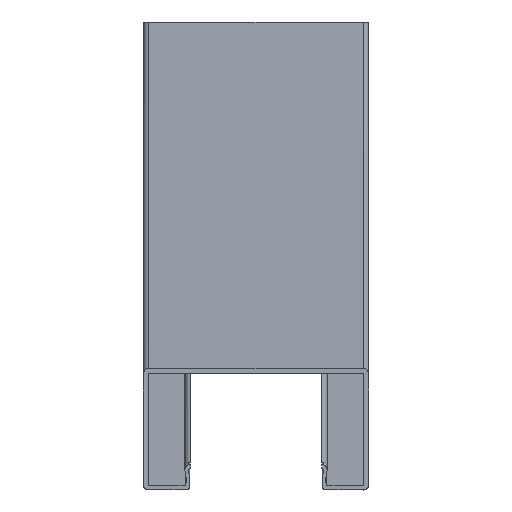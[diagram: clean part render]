
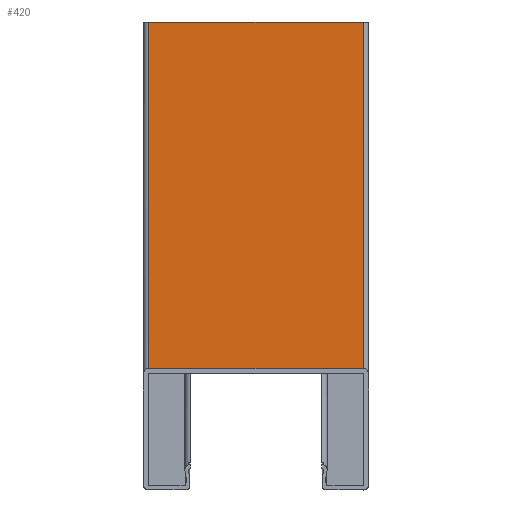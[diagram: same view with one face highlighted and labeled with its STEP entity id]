
A CAD part, front view. The second image highlights one B-rep face of the part: STEP entity #420.
In plain terms, the highlighted planar face has unit normal (0, -1, 0).
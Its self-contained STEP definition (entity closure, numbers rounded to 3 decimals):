
#15 = PLANE ( 'NONE',  #923 ) ;
#20 = VECTOR ( 'NONE', #979, 1000. ) ;
#189 = ORIENTED_EDGE ( 'NONE', *, *, #531, .T. ) ;
#202 = VECTOR ( 'NONE', #738, 1000. ) ;
#245 = EDGE_CURVE ( 'NONE', #1118, #1052, #1632, .T. ) ;
#257 = LINE ( 'NONE', #876, #202 ) ;
#313 = LINE ( 'NONE', #868, #1846 ) ;
#420 = ADVANCED_FACE ( 'NONE', ( #1690 ), #15, .F. ) ;
#494 = ORIENTED_EDGE ( 'NONE', *, *, #1221, .F. ) ;
#531 = EDGE_CURVE ( 'NONE', #1052, #1088, #1514, .T. ) ;
#567 = CARTESIAN_POINT ( 'NONE',  ( 62., -70., 70. ) ) ;
#613 = ORIENTED_EDGE ( 'NONE', *, *, #245, .T. ) ;
#640 = ORIENTED_EDGE ( 'NONE', *, *, #1168, .F. ) ;
#738 = DIRECTION ( 'NONE',  ( 0., 0., -1. ) ) ;
#759 = CARTESIAN_POINT ( 'NONE',  ( -62., -70., 270. ) ) ;
#868 = CARTESIAN_POINT ( 'NONE',  ( -62., -70., 270. ) ) ;
#875 = EDGE_LOOP ( 'NONE', ( #613, #189, #494, #640 ) ) ;
#876 = CARTESIAN_POINT ( 'NONE',  ( 62., -70., 270. ) ) ;
#923 = AXIS2_PLACEMENT_3D ( 'NONE', #759, #1044, #1048 ) ;
#979 = DIRECTION ( 'NONE',  ( 1., 0., 0. ) ) ;
#992 = CARTESIAN_POINT ( 'NONE',  ( 62., -70., 270. ) ) ;
#1004 = CARTESIAN_POINT ( 'NONE',  ( -62., -70., 270. ) ) ;
#1044 = DIRECTION ( 'NONE',  ( 0., 1., 0. ) ) ;
#1048 = DIRECTION ( 'NONE',  ( 0., 0., 1. ) ) ;
#1052 = VERTEX_POINT ( 'NONE', #1297 ) ;
#1088 = VERTEX_POINT ( 'NONE', #567 ) ;
#1118 = VERTEX_POINT ( 'NONE', #1460 ) ;
#1168 = EDGE_CURVE ( 'NONE', #1118, #1912, #313, .T. ) ;
#1221 = EDGE_CURVE ( 'NONE', #1912, #1088, #257, .T. ) ;
#1230 = VECTOR ( 'NONE', #1619, 1000. ) ;
#1297 = CARTESIAN_POINT ( 'NONE',  ( -62., -70., 70. ) ) ;
#1460 = CARTESIAN_POINT ( 'NONE',  ( -62., -70., 270. ) ) ;
#1514 = LINE ( 'NONE', #1896, #20 ) ;
#1619 = DIRECTION ( 'NONE',  ( 0., 0., -1. ) ) ;
#1632 = LINE ( 'NONE', #1004, #1230 ) ;
#1690 = FACE_OUTER_BOUND ( 'NONE', #875, .T. ) ;
#1775 = DIRECTION ( 'NONE',  ( 1., 0., 0. ) ) ;
#1846 = VECTOR ( 'NONE', #1775, 1000. ) ;
#1896 = CARTESIAN_POINT ( 'NONE',  ( -65., -70., 70. ) ) ;
#1912 = VERTEX_POINT ( 'NONE', #992 ) ;
